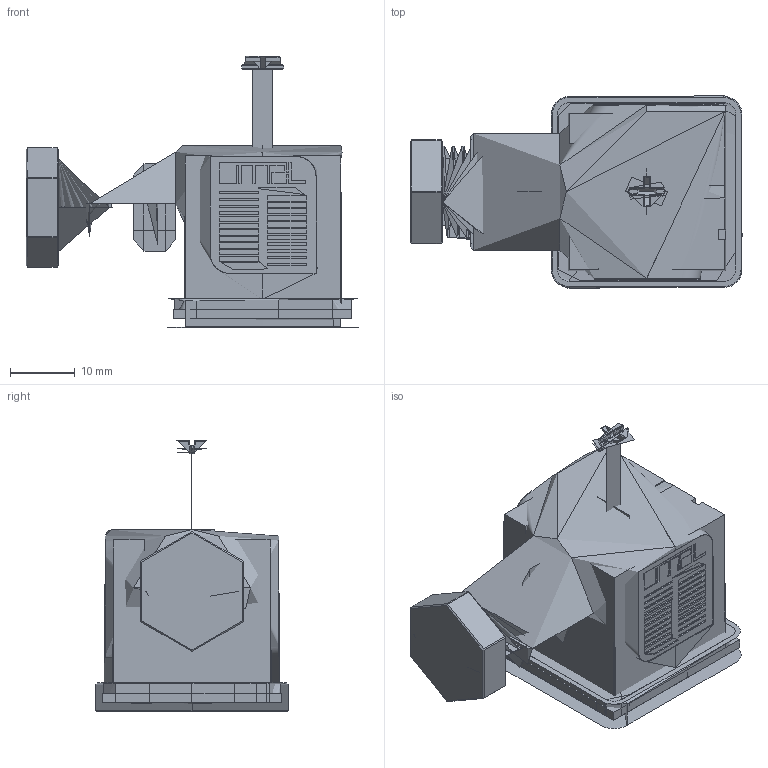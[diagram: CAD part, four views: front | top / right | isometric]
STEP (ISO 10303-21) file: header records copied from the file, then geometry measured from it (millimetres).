
FILE_DESCRIPTION(/* description */ (''),/* implementation_level */ '2;1');
FILE_NAME(/* name */ 'A1T0~4GC',/* time_stamp */ '2019-01-08T15:01:21+01:00',/* author */ (''),/* organization */ (''),/* preprocessor_version */ 'ST-DEVELOPER v15',/* originating_system */ '',/* authorisation */ '');
FILE_SCHEMA (('CONFIG_CONTROL_DESIGN'));
Products named in the file (3): Document; SCATOLETTA BASSA CABLARE PG9; wireframe_rep_03
Assembly tree (2 placements, depth 2):
  Document
    SCATOLETTA BASSA CABLARE PG9
    wireframe_rep_03
Bounding box: 51.17 x 29.7 x 41.9 mm (x, y, z)
Volume: 11403.5 mm3; surface area: 22497.4 mm2
Topology: 28 solids, 31 shells, 2368 faces, 6213 edges, 3957 vertices
Faces by surface type: plane 1365, bspline 1003
Entity records: 102419 total; most frequent: CARTESIAN_POINT 64165, ORIENTED_EDGE 12195, EDGE_CURVE 6191, B_SPLINE_CURVE_WITH_KNOTS 3990, VERTEX_POINT 3952, EDGE_LOOP 2502, ADVANCED_FACE 2367, FACE_OUTER_BOUND 2367
